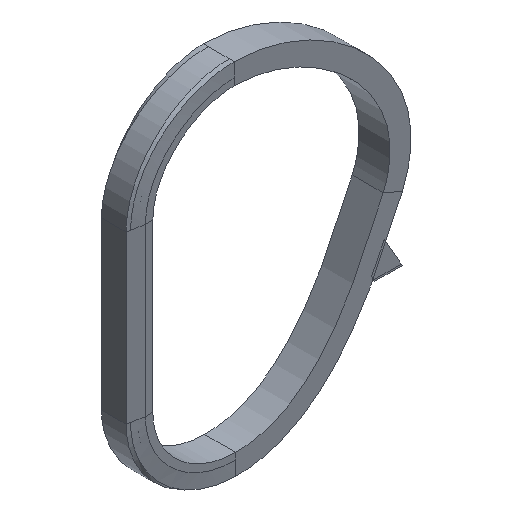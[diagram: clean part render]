
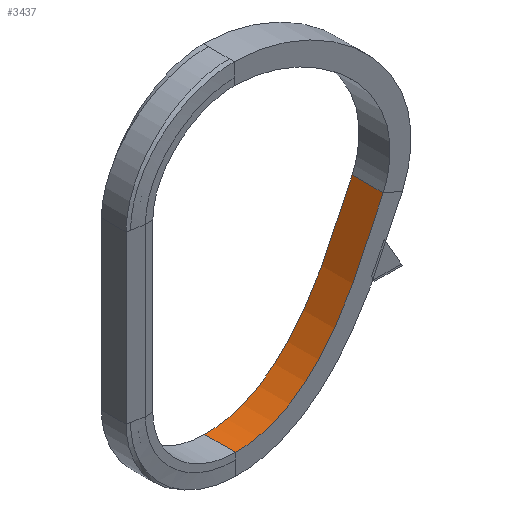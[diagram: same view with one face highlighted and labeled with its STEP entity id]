
A CAD part, isometric view. The second image highlights one B-rep face of the part: STEP entity #3437.
In plain terms, the highlighted free-form (B-spline) face has degree [1, 3] with [2, 4] control points.
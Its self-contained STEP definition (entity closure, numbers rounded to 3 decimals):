
#2199 = B_SPLINE_SURFACE_WITH_KNOTS('',1,3,(
    (#2200,#2201,#2202,#2203)
    ,(#2204,#2205,#2206,#2207
    )),.UNSPECIFIED.,.F.,.F.,.F.,(2,2),(4,4),(1.,2.),(0.,1.),
  .PIECEWISE_BEZIER_KNOTS.);
#2200 = CARTESIAN_POINT('',(8.483,0.766,7.247
    ));
#2201 = CARTESIAN_POINT('',(12.466,0.766,
    7.247));
#2202 = CARTESIAN_POINT('',(17.564,0.766,
    2.97));
#2203 = CARTESIAN_POINT('',(15.842,0.766,
    -1.009));
#2204 = CARTESIAN_POINT('',(8.483,-0.766,
    7.247));
#2205 = CARTESIAN_POINT('',(12.466,-0.766,
    7.247));
#2206 = CARTESIAN_POINT('',(17.564,-0.766,
    2.97));
#2207 = CARTESIAN_POINT('',(15.842,-0.766,
    -1.009));
#2615 = B_SPLINE_SURFACE_WITH_KNOTS('',1,3,(
    (#2616,#2617,#2618,#2619)
    ,(#2620,#2621,#2622,#2623
    )),.UNSPECIFIED.,.F.,.F.,.F.,(2,2),(4,4),(2.,3.),(0.,1.),
  .PIECEWISE_BEZIER_KNOTS.);
#2616 = CARTESIAN_POINT('',(8.554,-0.766,
    -8.467));
#2617 = CARTESIAN_POINT('',(6.348,-0.766,
    -8.467));
#2618 = CARTESIAN_POINT('',(4.463,-0.766,
    -6.707));
#2619 = CARTESIAN_POINT('',(4.463,-0.766,
    -4.709));
#2620 = CARTESIAN_POINT('',(8.554,0.766,-8.467
    ));
#2621 = CARTESIAN_POINT('',(6.348,0.766,
    -8.467));
#2622 = CARTESIAN_POINT('',(4.463,0.766,
    -6.707));
#2623 = CARTESIAN_POINT('',(4.463,0.766,
    -4.709));
#2678 = PLANE('',#2679);
#2679 = AXIS2_PLACEMENT_3D('',#2680,#2681,#2682);
#2680 = CARTESIAN_POINT('',(13.142,-0.766,
    -5.949));
#2681 = DIRECTION('',(0.,1.,0.));
#2682 = DIRECTION('',(0.742,0.,-0.67
    ));
#2728 = VERTEX_POINT('',#2729);
#2729 = CARTESIAN_POINT('',(8.554,-0.766,
    -8.467));
#2782 = EDGE_CURVE('',#2728,#2783,#2785,.T.);
#2783 = VERTEX_POINT('',#2784);
#2784 = CARTESIAN_POINT('',(8.554,0.766,
    -8.467));
#2785 = SURFACE_CURVE('',#2786,(#2789,#2796),.PCURVE_S1.);
#2786 = B_SPLINE_CURVE_WITH_KNOTS('',1,(#2787,#2788),.UNSPECIFIED.,.F.,
  .F.,(2,2),(2.,3.),.PIECEWISE_BEZIER_KNOTS.);
#2787 = CARTESIAN_POINT('',(8.554,-0.766,
    -8.467));
#2788 = CARTESIAN_POINT('',(8.554,0.766,-8.467
    ));
#2789 = PCURVE('',#2615,#2790);
#2790 = DEFINITIONAL_REPRESENTATION('',(#2791),#2795);
#2791 = LINE('',#2792,#2793);
#2792 = CARTESIAN_POINT('',(0.,0.));
#2793 = VECTOR('',#2794,1.);
#2794 = DIRECTION('',(1.,0.));
#2795 = ( GEOMETRIC_REPRESENTATION_CONTEXT(2) 
PARAMETRIC_REPRESENTATION_CONTEXT() REPRESENTATION_CONTEXT('2D SPACE',''
  ) );
#2796 = PCURVE('',#2797,#2806);
#2797 = B_SPLINE_SURFACE_WITH_KNOTS('',1,3,(
    (#2798,#2799,#2800,#2801)
    ,(#2802,#2803,#2804,#2805
    )),.UNSPECIFIED.,.F.,.F.,.F.,(2,2),(4,4),(1.,2.),(0.,1.),
  .PIECEWISE_BEZIER_KNOTS.);
#2798 = CARTESIAN_POINT('',(15.842,0.766,
    -1.009));
#2799 = CARTESIAN_POINT('',(14.34,0.766,
    -4.48));
#2800 = CARTESIAN_POINT('',(12.457,0.766,
    -8.467));
#2801 = CARTESIAN_POINT('',(8.554,0.766,
    -8.467));
#2802 = CARTESIAN_POINT('',(15.842,-0.766,
    -1.009));
#2803 = CARTESIAN_POINT('',(14.34,-0.766,
    -4.48));
#2804 = CARTESIAN_POINT('',(12.457,-0.766,
    -8.467));
#2805 = CARTESIAN_POINT('',(8.554,-0.766,
    -8.467));
#2806 = DEFINITIONAL_REPRESENTATION('',(#2807),#2810);
#2807 = B_SPLINE_CURVE_WITH_KNOTS('',1,(#2808,#2809),.UNSPECIFIED.,.F.,
  .F.,(2,2),(2.,3.),.PIECEWISE_BEZIER_KNOTS.);
#2808 = CARTESIAN_POINT('',(2.,1.));
#2809 = CARTESIAN_POINT('',(1.,1.));
#2810 = ( GEOMETRIC_REPRESENTATION_CONTEXT(2) 
PARAMETRIC_REPRESENTATION_CONTEXT() REPRESENTATION_CONTEXT('2D SPACE',''
  ) );
#2854 = PLANE('',#2855);
#2855 = AXIS2_PLACEMENT_3D('',#2856,#2857,#2858);
#2856 = CARTESIAN_POINT('',(13.142,0.766,
    -5.949));
#2857 = DIRECTION('',(0.,-1.,0.));
#2858 = DIRECTION('',(-0.742,0.,0.67
    ));
#3151 = VERTEX_POINT('',#3152);
#3152 = CARTESIAN_POINT('',(15.842,0.766,
    -1.009));
#3220 = VERTEX_POINT('',#3221);
#3221 = CARTESIAN_POINT('',(15.842,-0.766,
    -1.009));
#3244 = EDGE_CURVE('',#3151,#3220,#3245,.T.);
#3245 = SURFACE_CURVE('',#3246,(#3249,#3256),.PCURVE_S1.);
#3246 = B_SPLINE_CURVE_WITH_KNOTS('',1,(#3247,#3248),.UNSPECIFIED.,.F.,
  .F.,(2,2),(1.,2.),.PIECEWISE_BEZIER_KNOTS.);
#3247 = CARTESIAN_POINT('',(15.842,0.766,
    -1.009));
#3248 = CARTESIAN_POINT('',(15.842,-0.766,
    -1.009));
#3249 = PCURVE('',#2199,#3250);
#3250 = DEFINITIONAL_REPRESENTATION('',(#3251),#3255);
#3251 = LINE('',#3252,#3253);
#3252 = CARTESIAN_POINT('',(0.,1.));
#3253 = VECTOR('',#3254,1.);
#3254 = DIRECTION('',(1.,0.));
#3255 = ( GEOMETRIC_REPRESENTATION_CONTEXT(2) 
PARAMETRIC_REPRESENTATION_CONTEXT() REPRESENTATION_CONTEXT('2D SPACE',''
  ) );
#3256 = PCURVE('',#2797,#3257);
#3257 = DEFINITIONAL_REPRESENTATION('',(#3258),#3261);
#3258 = B_SPLINE_CURVE_WITH_KNOTS('',1,(#3259,#3260),.UNSPECIFIED.,.F.,
  .F.,(2,2),(1.,2.),.PIECEWISE_BEZIER_KNOTS.);
#3259 = CARTESIAN_POINT('',(1.,0.));
#3260 = CARTESIAN_POINT('',(2.,0.));
#3261 = ( GEOMETRIC_REPRESENTATION_CONTEXT(2) 
PARAMETRIC_REPRESENTATION_CONTEXT() REPRESENTATION_CONTEXT('2D SPACE',''
  ) );
#3400 = EDGE_CURVE('',#3151,#2783,#3401,.T.);
#3401 = SURFACE_CURVE('',#3402,(#3414,#3429),.PCURVE_S1.);
#3402 = B_SPLINE_CURVE_WITH_KNOTS('',10,(#3403,#3404,#3405,#3406,#3407,
    #3408,#3409,#3410,#3411,#3412,#3413),.UNSPECIFIED.,.F.,.F.,(11,11),(
    0.,1.),.PIECEWISE_BEZIER_KNOTS.);
#3403 = CARTESIAN_POINT('',(15.842,0.766,
    -1.009));
#3404 = CARTESIAN_POINT('',(15.391,0.766,
    -2.051));
#3405 = CARTESIAN_POINT('',(14.915,0.766,
    -3.126));
#3406 = CARTESIAN_POINT('',(14.4,0.766,
    -4.199));
#3407 = CARTESIAN_POINT('',(13.833,0.766,
    -5.231));
#3408 = CARTESIAN_POINT('',(13.198,0.766,
    -6.185));
#3409 = CARTESIAN_POINT('',(12.484,0.766,
    -7.023));
#3410 = CARTESIAN_POINT('',(11.676,0.766,
    -7.707));
#3411 = CARTESIAN_POINT('',(10.761,0.766,
    -8.202));
#3412 = CARTESIAN_POINT('',(9.725,0.766,
    -8.467));
#3413 = CARTESIAN_POINT('',(8.554,0.766,-8.467
    ));
#3414 = PCURVE('',#2854,#3415);
#3415 = DEFINITIONAL_REPRESENTATION('',(#3416),#3428);
#3416 = B_SPLINE_CURVE_WITH_KNOTS('',10,(#3417,#3418,#3419,#3420,#3421,
    #3422,#3423,#3424,#3425,#3426,#3427),.UNSPECIFIED.,.F.,.F.,(11,11),(
    0.,1.),.PIECEWISE_BEZIER_KNOTS.);
#3417 = CARTESIAN_POINT('',(1.309,-5.475));
#3418 = CARTESIAN_POINT('',(0.945,-4.4));
#3419 = CARTESIAN_POINT('',(0.577,-3.283));
#3420 = CARTESIAN_POINT('',(0.24,-2.142));
#3421 = CARTESIAN_POINT('',(-0.031,-0.996));
#3422 = CARTESIAN_POINT('',(-0.2,0.137));
#3423 = CARTESIAN_POINT('',(-0.232,1.238));
#3424 = CARTESIAN_POINT('',(-0.092,2.288));
#3425 = CARTESIAN_POINT('',(0.256,3.268));
#3426 = CARTESIAN_POINT('',(0.847,4.16));
#3427 = CARTESIAN_POINT('',(1.716,4.945));
#3428 = ( GEOMETRIC_REPRESENTATION_CONTEXT(2) 
PARAMETRIC_REPRESENTATION_CONTEXT() REPRESENTATION_CONTEXT('2D SPACE',''
  ) );
#3429 = PCURVE('',#2797,#3430);
#3430 = DEFINITIONAL_REPRESENTATION('',(#3431),#3434);
#3431 = B_SPLINE_CURVE_WITH_KNOTS('',1,(#3432,#3433),.UNSPECIFIED.,.F.,
  .F.,(2,2),(0.,1.),.PIECEWISE_BEZIER_KNOTS.);
#3432 = CARTESIAN_POINT('',(1.,0.));
#3433 = CARTESIAN_POINT('',(1.,1.));
#3434 = ( GEOMETRIC_REPRESENTATION_CONTEXT(2) 
PARAMETRIC_REPRESENTATION_CONTEXT() REPRESENTATION_CONTEXT('2D SPACE',''
  ) );
#3437 = ADVANCED_FACE('',(#3438),#2797,.F.);
#3438 = FACE_BOUND('',#3439,.F.);
#3439 = EDGE_LOOP('',(#3440,#3441,#3442,#3465));
#3440 = ORIENTED_EDGE('',*,*,#3400,.F.);
#3441 = ORIENTED_EDGE('',*,*,#3244,.T.);
#3442 = ORIENTED_EDGE('',*,*,#3443,.T.);
#3443 = EDGE_CURVE('',#3220,#2728,#3444,.T.);
#3444 = SURFACE_CURVE('',#3445,(#3450,#3457),.PCURVE_S1.);
#3445 = B_SPLINE_CURVE_WITH_KNOTS('',3,(#3446,#3447,#3448,#3449),
  .UNSPECIFIED.,.F.,.F.,(4,4),(0.,1.),.PIECEWISE_BEZIER_KNOTS.);
#3446 = CARTESIAN_POINT('',(15.842,-0.766,
    -1.009));
#3447 = CARTESIAN_POINT('',(14.34,-0.766,
    -4.48));
#3448 = CARTESIAN_POINT('',(12.457,-0.766,
    -8.467));
#3449 = CARTESIAN_POINT('',(8.554,-0.766,
    -8.467));
#3450 = PCURVE('',#2797,#3451);
#3451 = DEFINITIONAL_REPRESENTATION('',(#3452),#3456);
#3452 = LINE('',#3453,#3454);
#3453 = CARTESIAN_POINT('',(2.,0.));
#3454 = VECTOR('',#3455,1.);
#3455 = DIRECTION('',(0.,1.));
#3456 = ( GEOMETRIC_REPRESENTATION_CONTEXT(2) 
PARAMETRIC_REPRESENTATION_CONTEXT() REPRESENTATION_CONTEXT('2D SPACE',''
  ) );
#3457 = PCURVE('',#2678,#3458);
#3458 = DEFINITIONAL_REPRESENTATION('',(#3459),#3464);
#3459 = B_SPLINE_CURVE_WITH_KNOTS('',3,(#3460,#3461,#3462,#3463),
  .UNSPECIFIED.,.F.,.F.,(4,4),(0.,1.),.PIECEWISE_BEZIER_KNOTS.);
#3460 = CARTESIAN_POINT('',(-1.309,-5.475));
#3461 = CARTESIAN_POINT('',(-0.096,-1.893));
#3462 = CARTESIAN_POINT('',(1.18,2.328));
#3463 = CARTESIAN_POINT('',(-1.716,4.945));
#3464 = ( GEOMETRIC_REPRESENTATION_CONTEXT(2) 
PARAMETRIC_REPRESENTATION_CONTEXT() REPRESENTATION_CONTEXT('2D SPACE',''
  ) );
#3465 = ORIENTED_EDGE('',*,*,#2782,.T.);
